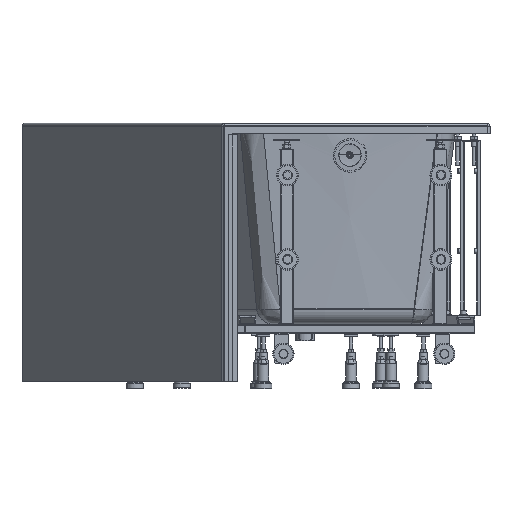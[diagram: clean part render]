
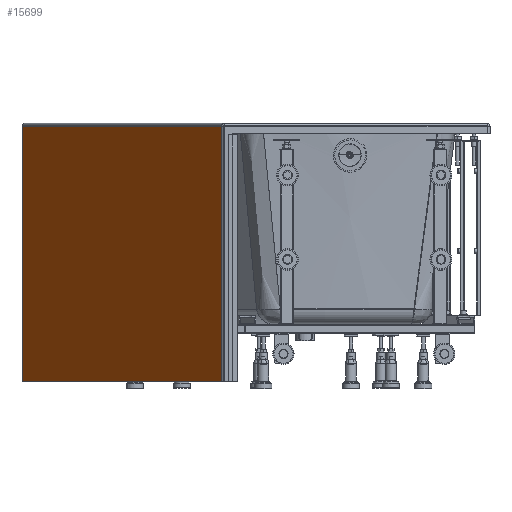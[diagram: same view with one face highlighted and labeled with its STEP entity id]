
A CAD part, left-side view. The second image highlights one B-rep face of the part: STEP entity #15699.
In plain terms, the highlighted face is planar.
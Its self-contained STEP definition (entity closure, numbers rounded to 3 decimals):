
#13577=CARTESIAN_POINT('',(-836.603,-938.094,-138.0));
#13578=VERTEX_POINT('',#13577);
#13642=CARTESIAN_POINT('',(849.397,-561.228,-138.0));
#13643=VERTEX_POINT('',#13642);
#13651=CARTESIAN_POINT('',(-836.603,-938.094,-138.0));
#13652=DIRECTION('',(0.976,0.218,0.0));
#13653=VECTOR('',#13652,1727.606);
#13654=LINE('',#13651,#13653);
#13655=EDGE_CURVE('',#13578,#13643,#13654,.T.);
#13665=CARTESIAN_POINT('',(-836.603,-938.094,453.));
#13666=VERTEX_POINT('',#13665);
#13667=CARTESIAN_POINT('',(-836.603,-938.094,453.));
#13668=DIRECTION('',(0.0,0.0,-1.0));
#13669=VECTOR('',#13668,591.);
#13670=LINE('',#13667,#13669);
#13671=EDGE_CURVE('',#13578,#13666,#13670,.F.);
#14280=CARTESIAN_POINT('',(849.397,-561.228,453.));
#14281=VERTEX_POINT('',#14280);
#14717=CARTESIAN_POINT('',(-836.603,-938.094,453.));
#14718=DIRECTION('',(0.976,0.218,0.0));
#14719=VECTOR('',#14718,1727.606);
#14720=LINE('',#14717,#14719);
#14721=EDGE_CURVE('',#13666,#14281,#14720,.T.);
#15678=CARTESIAN_POINT('',(849.397,-561.228,-138.0));
#15679=DIRECTION('',(0.0,0.0,1.0));
#15680=VECTOR('',#15679,591.);
#15681=LINE('',#15678,#15680);
#15682=EDGE_CURVE('',#14281,#13643,#15681,.F.);
#15688=CARTESIAN_POINT('',(-845.13,-940.0,0.0));
#15689=DIRECTION('',(0.218,-0.976,0.0));
#15690=DIRECTION('',(0.0,0.0,-1.0));
#15691=AXIS2_PLACEMENT_3D('',#15688,#15689,#15690);
#15692=PLANE('',#15691);
#15693=ORIENTED_EDGE('',*,*,#13655,.T.);
#15694=ORIENTED_EDGE('',*,*,#15682,.F.);
#15695=ORIENTED_EDGE('',*,*,#14721,.F.);
#15696=ORIENTED_EDGE('',*,*,#13671,.F.);
#15697=EDGE_LOOP('',(#15693,#15694,#15695,#15696));
#15698=FACE_OUTER_BOUND('',#15697,.T.);
#15699=ADVANCED_FACE('',(#15698),#15692,.T.);
